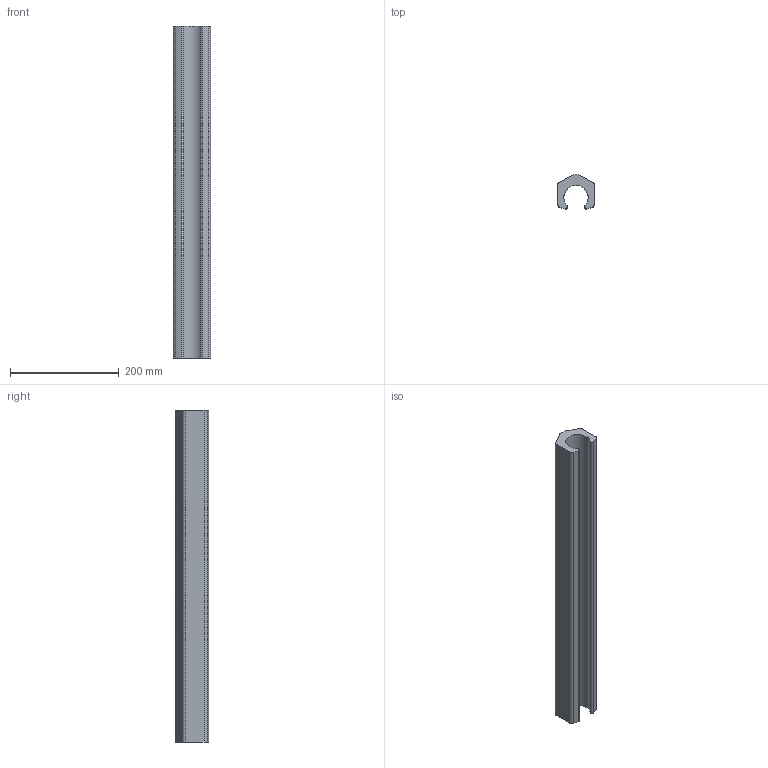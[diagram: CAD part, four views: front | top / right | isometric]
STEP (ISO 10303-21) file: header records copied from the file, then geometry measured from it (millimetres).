
FILE_DESCRIPTION((''),'2;1');
FILE_NAME('ILC64041701','2005-07-25T',('KR'),(''),'PRO/ENGINEER BY PARAMETRIC TECHNOLOGY CORPORATION, 2004290','PRO/ENGINEER BY PARAMETRIC TECHNOLOGY CORPORATION, 2004290','');
FILE_SCHEMA(('AUTOMOTIVE_DESIGN_CC2 { 1 2 10303 214 -1 1 5 2 }'));
Length unit declared in the file: inch
Products named in the file (1): ILC64041701
Bounding box: 68.22 x 62.09 x 609.6 mm (x, y, z)
Volume: 1289200.7 mm3; surface area: 191436.4 mm2
Topology: 1 solids, 1 shells, 22 faces, 60 edges, 40 vertices
Faces by surface type: cylinder 14, plane 8
Entity records: 833 total; most frequent: DIRECTION 132, CARTESIAN_POINT 122, ORIENTED_EDGE 120, COLOUR_RGB 105, EDGE_CURVE 60, AXIS2_PLACEMENT_3D 50, VERTEX_POINT 40, VECTOR 32
